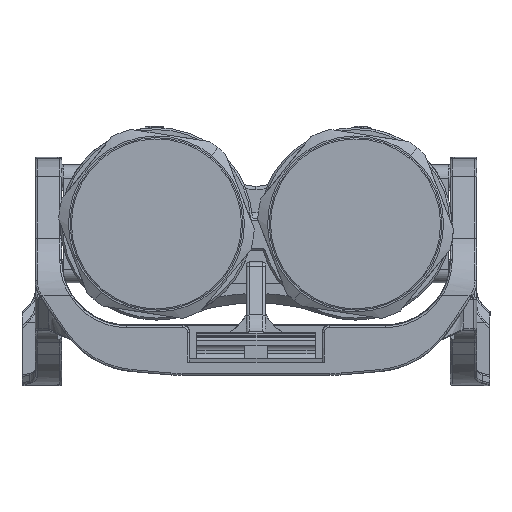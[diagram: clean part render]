
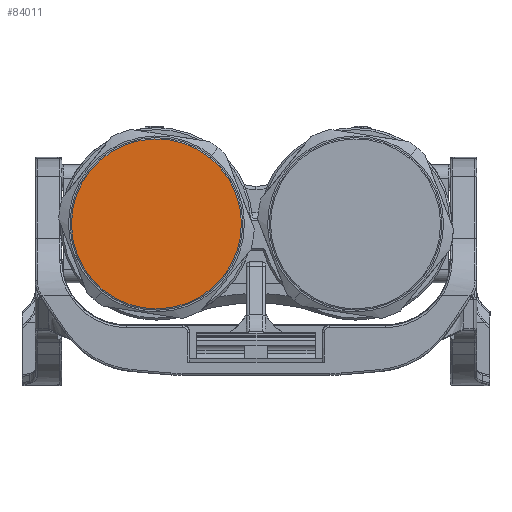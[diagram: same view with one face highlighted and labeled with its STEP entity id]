
A CAD part, front view. The second image highlights one B-rep face of the part: STEP entity #84011.
In plain terms, the highlighted planar face has unit normal (0, -1, 0).
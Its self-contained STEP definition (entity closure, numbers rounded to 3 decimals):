
#9069 = CARTESIAN_POINT ( 'NONE',  ( -28.49, -48.473, 8.957 ) ) ;
#12201 = EDGE_LOOP ( 'NONE', ( #22149, #74685 ) ) ;
#16511 = DIRECTION ( 'NONE',  ( -0.627, 0., -0.779 ) ) ;
#18273 = EDGE_CURVE ( 'NONE', #93327, #64074, #80145, .T. ) ;
#22149 = ORIENTED_EDGE ( 'NONE', *, *, #66708, .T. ) ;
#25835 = CIRCLE ( 'NONE', #62185, 12.8 ) ;
#27774 = DIRECTION ( 'NONE',  ( 0., -1., 0. ) ) ;
#31667 = AXIS2_PLACEMENT_3D ( 'NONE', #72412, #27774, #79936 ) ;
#40301 = FACE_OUTER_BOUND ( 'NONE', #12201, .T. ) ;
#41248 = CARTESIAN_POINT ( 'NONE',  ( -35.703, -48.473, 0. ) ) ;
#48804 = DIRECTION ( 'NONE',  ( -0.627, 0., -0.779 ) ) ;
#56082 = AXIS2_PLACEMENT_3D ( 'NONE', #9069, #61044, #16511 ) ;
#61044 = DIRECTION ( 'NONE',  ( 0., 1., 0. ) ) ;
#62185 = AXIS2_PLACEMENT_3D ( 'NONE', #41248, #93514, #48804 ) ;
#64074 = VERTEX_POINT ( 'NONE', #67403 ) ;
#66708 = EDGE_CURVE ( 'NONE', #64074, #93327, #25835, .T. ) ;
#67403 = CARTESIAN_POINT ( 'NONE',  ( -43.731, -48.473, -9.969 ) ) ;
#72412 = CARTESIAN_POINT ( 'NONE',  ( -35.703, -48.473, 0. ) ) ;
#74685 = ORIENTED_EDGE ( 'NONE', *, *, #18273, .T. ) ;
#75817 = PLANE ( 'NONE',  #56082 ) ;
#79936 = DIRECTION ( 'NONE',  ( -0.627, 0., -0.779 ) ) ;
#80145 = CIRCLE ( 'NONE', #31667, 12.8 ) ;
#84011 = ADVANCED_FACE ( 'NONE', ( #40301 ), #75817, .F. ) ;
#87595 = CARTESIAN_POINT ( 'NONE',  ( -27.674, -48.473, 9.969 ) ) ;
#93327 = VERTEX_POINT ( 'NONE', #87595 ) ;
#93514 = DIRECTION ( 'NONE',  ( 0., -1., 0. ) ) ;
